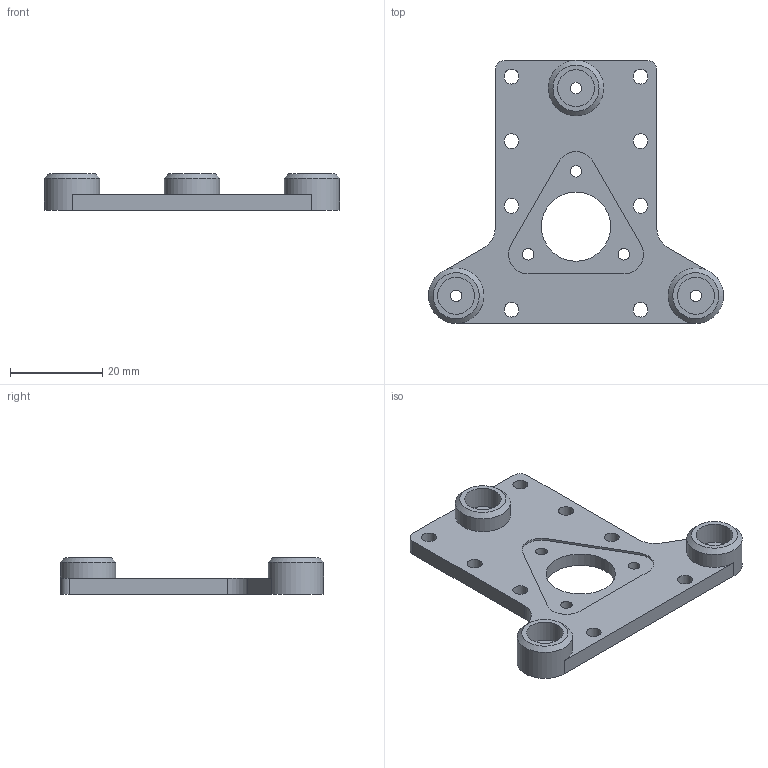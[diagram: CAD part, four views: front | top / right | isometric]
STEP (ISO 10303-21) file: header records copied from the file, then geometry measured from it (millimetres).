
FILE_DESCRIPTION(/* description */ (''),/* implementation_level */ '2;1');
FILE_NAME(/* name */ 'orbiter tool plate v5.step',/* time_stamp */ '2023-05-09T09:24:17+02:00',/* author */ (''),/* organization */ (''),/* preprocessor_version */ 'ST-DEVELOPER v19.2',/* originating_system */ 'Autodesk Translation Framework v12.4.0.73',/* authorisation */ '');
FILE_SCHEMA (('AUTOMOTIVE_DESIGN { 1 0 10303 214 3 1 1 }'));
Length unit declared in the file: millimetre
Products named in the file (1): orbiter tool plate
Bounding box: 63.96 x 57 x 7.9 mm (x, y, z)
Volume: 7921 mm3; surface area: 6373.8 mm2
Topology: 1 solids, 1 shells, 49 faces, 125 edges, 82 vertices
Faces by surface type: cylinder 28, plane 18, cone 3
Full cylindrical faces by diameter (mm): 2.5 x6, 3.2 x8, 7.98 x3, 12 x3, 15 x1
Entity records: 1604 total; most frequent: DIRECTION 289, CARTESIAN_POINT 257, ORIENTED_EDGE 250, EDGE_CURVE 125, AXIS2_PLACEMENT_3D 114, EDGE_LOOP 83, VERTEX_POINT 82, CIRCLE 64
